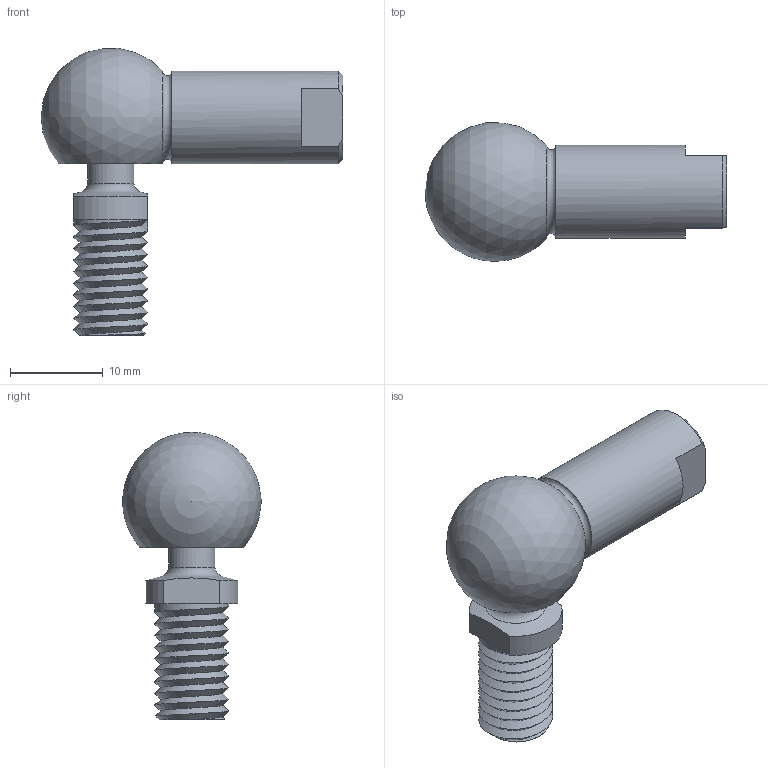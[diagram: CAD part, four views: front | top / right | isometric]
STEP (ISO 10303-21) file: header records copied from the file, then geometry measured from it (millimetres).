
FILE_DESCRIPTION(/* description */ (''),/* implementation_level */ '2;1');
FILE_NAME(/* name */ 'M6 Kogelgewricht (kogel met M8).stp',/* time_stamp */ '2025-10-18T10:50:47+02:00',/* author */ ('Johannes'),/* organization */ (''),/* preprocessor_version */ 'ST-DEVELOPER v15.6',/* originating_system */ 'Autodesk Inventor 2015',/* authorisation */ '');
FILE_SCHEMA (('AUTOMOTIVE_DESIGN { 1 0 10303 214 3 1 1 }'));
Length unit declared in the file: millimetre
Products named in the file (1): M6 Kogelgewricht (kogel met M8)
Bounding box: 32.5 x 14.94 x 30.95 mm (x, y, z)
Volume: 3342.7 mm3; surface area: 2973.7 mm2
Topology: 3 solids, 3 shells, 45 faces, 102 edges, 62 vertices
Faces by surface type: plane 17, cylinder 9, cone 6, torus 6, bspline 4, sphere 3
Full cylindrical faces by diameter (mm): 5 x2, 8 x1, 10 x3, 11.5 x1
Entity records: 2863 total; most frequent: CARTESIAN_POINT 1980, DIRECTION 180, ORIENTED_EDGE 160, AXIS2_PLACEMENT_3D 79, EDGE_CURVE 77, EDGE_LOOP 61, VERTEX_POINT 51, ADVANCED_FACE 45
